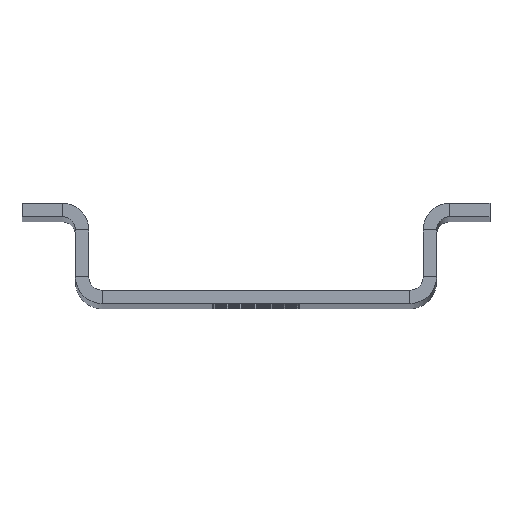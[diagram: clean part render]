
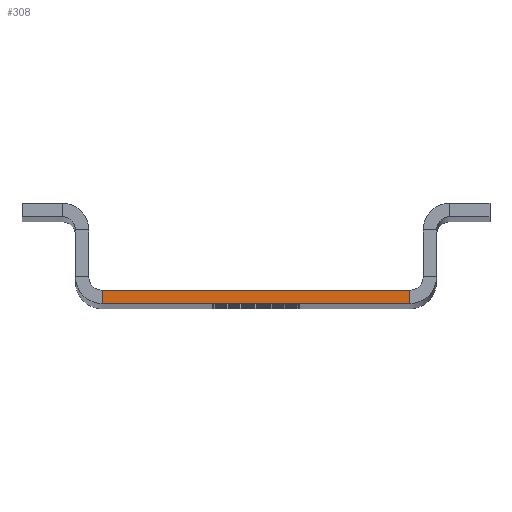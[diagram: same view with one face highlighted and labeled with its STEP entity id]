
A CAD part, top view. The second image highlights one B-rep face of the part: STEP entity #308.
In plain terms, the highlighted planar face has unit normal (0, 0, 1).
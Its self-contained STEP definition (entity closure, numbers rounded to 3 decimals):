
#55 = VERTEX_POINT ( 'NONE', #998 ) ;
#58 = DIRECTION ( 'NONE',  ( 0., -1., 0. ) ) ;
#167 = VECTOR ( 'NONE', #58, 1000. ) ;
#308 = ADVANCED_FACE ( '�����1', ( #1046 ), #1035, .T. ) ;
#377 = CARTESIAN_POINT ( 'NONE',  ( 11.5, 1., 112.5 ) ) ;
#410 = CARTESIAN_POINT ( 'NONE',  ( 11.5, 453.345, 112.5 ) ) ;
#418 = VECTOR ( 'NONE', #1584, 1000. ) ;
#527 = LINE ( 'NONE', #1174, #2111 ) ;
#605 = LINE ( 'NONE', #1907, #418 ) ;
#640 = CARTESIAN_POINT ( 'NONE',  ( -11.5, 0., 112.5 ) ) ;
#673 = VERTEX_POINT ( 'NONE', #1660 ) ;
#714 = CARTESIAN_POINT ( 'NONE',  ( 12.5, 453.345, 112.5 ) ) ;
#792 = LINE ( 'NONE', #2089, #852 ) ;
#852 = VECTOR ( 'NONE', #919, 1000. ) ;
#919 = DIRECTION ( 'NONE',  ( 1., 0., 0. ) ) ;
#924 = ORIENTED_EDGE ( 'NONE', *, *, #1451, .T. ) ;
#961 = DIRECTION ( 'NONE',  ( -1., 0., 0. ) ) ;
#998 = CARTESIAN_POINT ( 'NONE',  ( 11.5, 0., 112.5 ) ) ;
#1021 = DIRECTION ( 'NONE',  ( 0., 0., 1. ) ) ;
#1035 = PLANE ( 'NONE',  #1973 ) ;
#1046 = FACE_OUTER_BOUND ( 'NONE', #1526, .T. ) ;
#1049 = VERTEX_POINT ( 'NONE', #377 ) ;
#1090 = ORIENTED_EDGE ( 'NONE', *, *, #1601, .T. ) ;
#1174 = CARTESIAN_POINT ( 'NONE',  ( 12.5, 1., 112.5 ) ) ;
#1190 = DIRECTION ( 'NONE',  ( 1., 0., 0. ) ) ;
#1218 = LINE ( 'NONE', #410, #167 ) ;
#1441 = EDGE_CURVE ( '������44', #1905, #55, #792, .T. ) ;
#1451 = EDGE_CURVE ( 'NONE', #673, #1905, #605, .T. ) ;
#1526 = EDGE_LOOP ( 'NONE', ( #1941, #1560, #1090, #924 ) ) ;
#1560 = ORIENTED_EDGE ( 'NONE', *, *, #1641, .F. ) ;
#1584 = DIRECTION ( 'NONE',  ( 0., -1., 0. ) ) ;
#1601 = EDGE_CURVE ( '������43', #1049, #673, #527, .T. ) ;
#1641 = EDGE_CURVE ( 'NONE', #1049, #55, #1218, .T. ) ;
#1660 = CARTESIAN_POINT ( 'NONE',  ( -11.5, 1., 112.5 ) ) ;
#1905 = VERTEX_POINT ( 'NONE', #640 ) ;
#1907 = CARTESIAN_POINT ( 'NONE',  ( -11.5, 453.345, 112.5 ) ) ;
#1941 = ORIENTED_EDGE ( 'NONE', *, *, #1441, .T. ) ;
#1973 = AXIS2_PLACEMENT_3D ( 'NONE', #714, #1021, #1190 ) ;
#2089 = CARTESIAN_POINT ( 'NONE',  ( -13.5, 0., 112.5 ) ) ;
#2111 = VECTOR ( 'NONE', #961, 1000. ) ;
